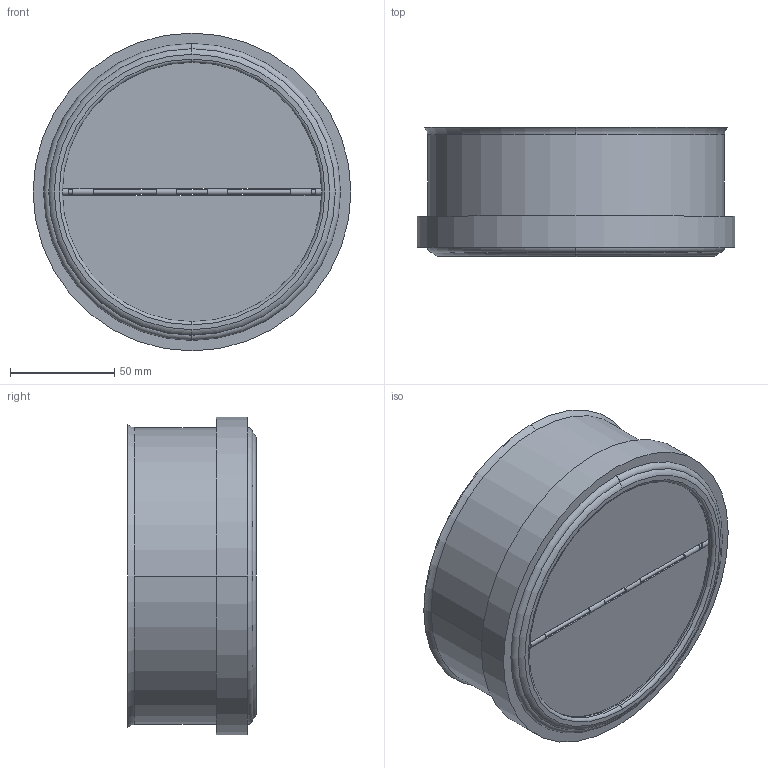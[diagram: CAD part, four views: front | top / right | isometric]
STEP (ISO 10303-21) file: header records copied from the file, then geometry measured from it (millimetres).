
FILE_DESCRIPTION(('STEP AP203'),'1');
FILE_NAME('ckstauklappe.STP','2019-05-16T10:38:27',(' '),(' '),'Spatial InterOp 3D',' ',' ');
FILE_SCHEMA(('CONFIG_CONTROL_DESIGN'));
Length unit declared in the file: millimetre
Products named in the file (1): 1
Bounding box: 152.4 x 61.8 x 152.4 mm (x, y, z)
Volume: 79692.1 mm3; surface area: 136288.3 mm2
Topology: 5 solids, 5 shells, 114 faces, 301 edges, 204 vertices
Faces by surface type: cylinder 53, plane 45, torus 16
Entity records: 3761 total; most frequent: CARTESIAN_POINT 696, DIRECTION 683, ORIENTED_EDGE 602, EDGE_CURVE 301, AXIS2_PLACEMENT_3D 271, VERTEX_POINT 204, CIRCLE 152, LINE 141
